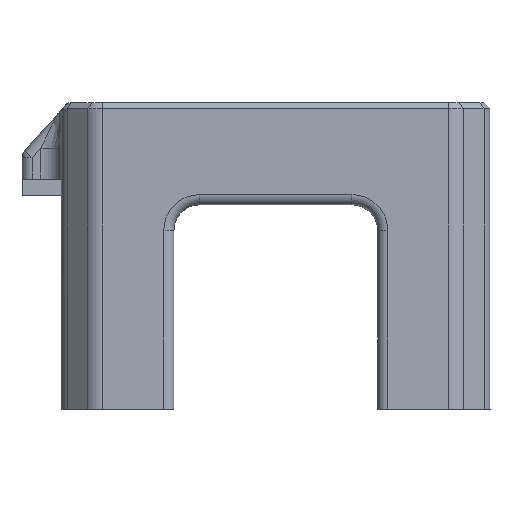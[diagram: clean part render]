
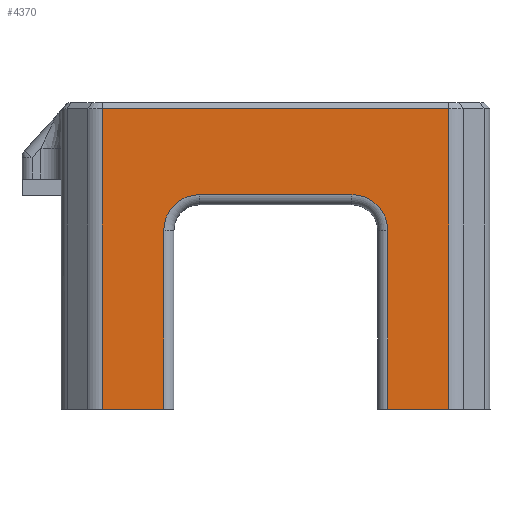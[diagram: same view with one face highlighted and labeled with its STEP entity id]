
A CAD part, front view. The second image highlights one B-rep face of the part: STEP entity #4370.
In plain terms, the highlighted planar face has unit normal (0, -1, 0).
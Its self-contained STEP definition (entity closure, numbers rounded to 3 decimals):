
#238=PLANE('',#4825);
#452=FACE_OUTER_BOUND('',#730,.T.);
#730=EDGE_LOOP('',(#3868,#3869,#3870,#3871,#3872,#3873,#3874,#3875,#3876,
#3877));
#855=LINE('',#6477,#1234);
#868=LINE('',#6532,#1247);
#1111=LINE('',#7769,#1490);
#1120=LINE('',#7789,#1499);
#1121=LINE('',#7792,#1500);
#1122=LINE('',#7796,#1501);
#1123=LINE('',#7799,#1502);
#1124=LINE('',#7800,#1503);
#1234=VECTOR('',#5155,10.);
#1247=VECTOR('',#5200,10.);
#1490=VECTOR('',#6003,10.);
#1499=VECTOR('',#6028,10.);
#1500=VECTOR('',#6031,10.);
#1501=VECTOR('',#6034,10.);
#1502=VECTOR('',#6037,10.);
#1503=VECTOR('',#6038,10.);
#1729=CIRCLE('',#4826,3.5);
#1730=CIRCLE('',#4827,3.5);
#1845=VERTEX_POINT('',#6474);
#1846=VERTEX_POINT('',#6476);
#1859=VERTEX_POINT('',#6505);
#1872=VERTEX_POINT('',#6530);
#2145=VERTEX_POINT('',#7764);
#2146=VERTEX_POINT('',#7768);
#2150=VERTEX_POINT('',#7791);
#2151=VERTEX_POINT('',#7793);
#2152=VERTEX_POINT('',#7795);
#2153=VERTEX_POINT('',#7797);
#2290=EDGE_CURVE('',#1845,#1846,#855,.T.);
#2317=EDGE_CURVE('',#1872,#1859,#868,.T.);
#2731=EDGE_CURVE('',#2146,#2145,#1111,.T.);
#2742=EDGE_CURVE('',#2145,#1846,#1120,.T.);
#2743=EDGE_CURVE('',#2150,#1845,#1121,.T.);
#2744=EDGE_CURVE('',#2150,#2151,#1729,.T.);
#2745=EDGE_CURVE('',#2151,#2152,#1122,.T.);
#2746=EDGE_CURVE('',#2152,#2153,#1730,.T.);
#2747=EDGE_CURVE('',#2153,#1859,#1123,.T.);
#2748=EDGE_CURVE('',#1872,#2146,#1124,.T.);
#3868=ORIENTED_EDGE('',*,*,#2731,.T.);
#3869=ORIENTED_EDGE('',*,*,#2742,.T.);
#3870=ORIENTED_EDGE('',*,*,#2290,.F.);
#3871=ORIENTED_EDGE('',*,*,#2743,.F.);
#3872=ORIENTED_EDGE('',*,*,#2744,.T.);
#3873=ORIENTED_EDGE('',*,*,#2745,.T.);
#3874=ORIENTED_EDGE('',*,*,#2746,.T.);
#3875=ORIENTED_EDGE('',*,*,#2747,.T.);
#3876=ORIENTED_EDGE('',*,*,#2317,.F.);
#3877=ORIENTED_EDGE('',*,*,#2748,.T.);
#4370=ADVANCED_FACE('',(#452),#238,.F.);
#4825=AXIS2_PLACEMENT_3D('',#7790,#6029,#6030);
#4826=AXIS2_PLACEMENT_3D('',#7794,#6032,#6033);
#4827=AXIS2_PLACEMENT_3D('',#7798,#6035,#6036);
#5155=DIRECTION('',(-1.,0.,0.));
#5200=DIRECTION('',(-1.,0.,0.));
#6003=DIRECTION('',(-1.,0.,0.));
#6028=DIRECTION('',(0.,0.,-1.));
#6029=DIRECTION('center_axis',(0.,1.,0.));
#6030=DIRECTION('ref_axis',(-1.,0.,0.));
#6031=DIRECTION('',(0.,0.,-1.));
#6032=DIRECTION('center_axis',(0.,1.,0.));
#6033=DIRECTION('ref_axis',(-0.707,0.,0.707));
#6034=DIRECTION('',(1.,0.,0.));
#6035=DIRECTION('center_axis',(0.,1.,0.));
#6036=DIRECTION('ref_axis',(0.707,0.,0.707));
#6037=DIRECTION('',(0.,0.,-1.));
#6038=DIRECTION('',(0.,0.,1.));
#6474=CARTESIAN_POINT('',(285.688,5.778,-15.272));
#6476=CARTESIAN_POINT('',(279.676,5.778,-15.272));
#6477=CARTESIAN_POINT('',(287.735,5.778,-15.272));
#6505=CARTESIAN_POINT('',(307.595,5.778,-15.272));
#6530=CARTESIAN_POINT('',(313.567,5.778,-15.272));
#6532=CARTESIAN_POINT('',(301.609,5.778,-15.272));
#7764=CARTESIAN_POINT('',(279.676,5.778,14.128));
#7768=CARTESIAN_POINT('',(313.567,5.778,14.128));
#7769=CARTESIAN_POINT('',(305.509,5.778,14.128));
#7789=CARTESIAN_POINT('',(279.676,5.778,4.728));
#7790=CARTESIAN_POINT('Origin',(314.395,5.778,4.728));
#7791=CARTESIAN_POINT('',(285.688,5.778,2.228));
#7792=CARTESIAN_POINT('',(285.688,5.778,-12.772));
#7793=CARTESIAN_POINT('',(289.188,5.778,5.728));
#7794=CARTESIAN_POINT('Origin',(289.188,5.778,2.228));
#7795=CARTESIAN_POINT('',(304.095,5.778,5.728));
#7796=CARTESIAN_POINT('',(305.509,5.778,5.728));
#7797=CARTESIAN_POINT('',(307.595,5.778,2.228));
#7798=CARTESIAN_POINT('Origin',(304.095,5.778,2.228));
#7799=CARTESIAN_POINT('',(307.595,5.778,-12.772));
#7800=CARTESIAN_POINT('',(313.567,5.778,4.728));
